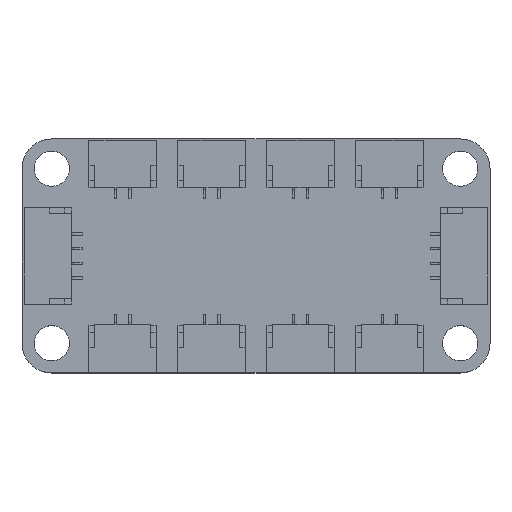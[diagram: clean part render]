
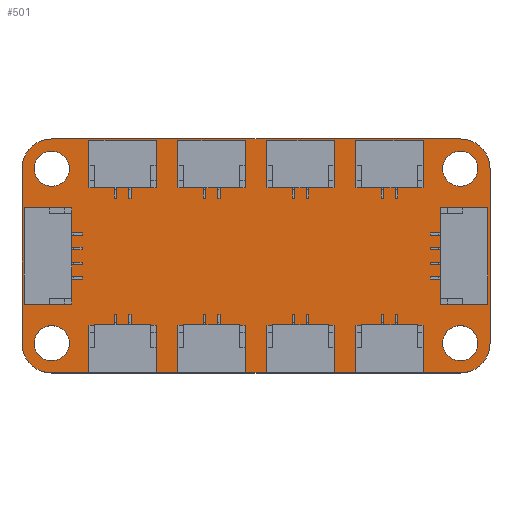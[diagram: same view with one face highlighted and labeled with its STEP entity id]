
A CAD part, top view. The second image highlights one B-rep face of the part: STEP entity #501.
In plain terms, the highlighted planar face has unit normal (0, 0, 1).
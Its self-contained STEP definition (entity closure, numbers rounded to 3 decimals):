
#92 = VERTEX_POINT('',#93);
#93 = CARTESIAN_POINT('',(25.4,27.94,1.691));
#99 = EDGE_CURVE('',#92,#100,#102,.T.);
#100 = VERTEX_POINT('',#101);
#101 = CARTESIAN_POINT('',(25.4,42.86,1.691));
#102 = LINE('',#103,#104);
#103 = CARTESIAN_POINT('',(25.4,27.94,1.691));
#104 = VECTOR('',#105,1.);
#105 = DIRECTION('',(0.,1.,0.));
#130 = EDGE_CURVE('',#100,#131,#133,.T.);
#131 = VERTEX_POINT('',#132);
#132 = CARTESIAN_POINT('',(27.94,45.4,1.691));
#133 = CIRCLE('',#134,2.54);
#134 = AXIS2_PLACEMENT_3D('',#135,#136,#137);
#135 = CARTESIAN_POINT('',(27.94,42.86,1.691));
#136 = DIRECTION('',(0.,0.,-1.));
#137 = DIRECTION('',(-1.,0.,0.));
#163 = EDGE_CURVE('',#131,#164,#166,.T.);
#164 = VERTEX_POINT('',#165);
#165 = CARTESIAN_POINT('',(62.86,45.4,1.691));
#166 = LINE('',#167,#168);
#167 = CARTESIAN_POINT('',(27.94,45.4,1.691));
#168 = VECTOR('',#169,1.);
#169 = DIRECTION('',(1.,0.,0.));
#194 = EDGE_CURVE('',#164,#195,#197,.T.);
#195 = VERTEX_POINT('',#196);
#196 = CARTESIAN_POINT('',(65.4,42.86,1.691));
#197 = CIRCLE('',#198,2.54);
#198 = AXIS2_PLACEMENT_3D('',#199,#200,#201);
#199 = CARTESIAN_POINT('',(62.86,42.86,1.691));
#200 = DIRECTION('',(0.,0.,-1.));
#201 = DIRECTION('',(0.,1.,0.));
#227 = EDGE_CURVE('',#195,#228,#230,.T.);
#228 = VERTEX_POINT('',#229);
#229 = CARTESIAN_POINT('',(65.4,27.94,1.691));
#230 = LINE('',#231,#232);
#231 = CARTESIAN_POINT('',(65.4,42.86,1.691));
#232 = VECTOR('',#233,1.);
#233 = DIRECTION('',(0.,-1.,0.));
#258 = EDGE_CURVE('',#228,#259,#261,.T.);
#259 = VERTEX_POINT('',#260);
#260 = CARTESIAN_POINT('',(62.86,25.4,1.691));
#261 = CIRCLE('',#262,2.54);
#262 = AXIS2_PLACEMENT_3D('',#263,#264,#265);
#263 = CARTESIAN_POINT('',(62.86,27.94,1.691));
#264 = DIRECTION('',(0.,0.,-1.));
#265 = DIRECTION('',(1.,0.,0.));
#291 = EDGE_CURVE('',#259,#292,#294,.T.);
#292 = VERTEX_POINT('',#293);
#293 = CARTESIAN_POINT('',(27.94,25.4,1.691));
#294 = LINE('',#295,#296);
#295 = CARTESIAN_POINT('',(62.86,25.4,1.691));
#296 = VECTOR('',#297,1.);
#297 = DIRECTION('',(-1.,0.,0.));
#322 = EDGE_CURVE('',#292,#92,#323,.T.);
#323 = CIRCLE('',#324,2.54);
#324 = AXIS2_PLACEMENT_3D('',#325,#326,#327);
#325 = CARTESIAN_POINT('',(27.94,27.94,1.691));
#326 = DIRECTION('',(0.,0.,-1.));
#327 = DIRECTION('',(0.,-1.,0.));
#348 = VERTEX_POINT('',#349);
#349 = CARTESIAN_POINT('',(29.44,27.94,1.691));
#355 = EDGE_CURVE('',#348,#348,#356,.T.);
#356 = CIRCLE('',#357,1.5);
#357 = AXIS2_PLACEMENT_3D('',#358,#359,#360);
#358 = CARTESIAN_POINT('',(27.94,27.94,1.691));
#359 = DIRECTION('',(0.,0.,1.));
#360 = DIRECTION('',(1.,0.,0.));
#381 = VERTEX_POINT('',#382);
#382 = CARTESIAN_POINT('',(29.44,42.86,1.691));
#388 = EDGE_CURVE('',#381,#381,#389,.T.);
#389 = CIRCLE('',#390,1.5);
#390 = AXIS2_PLACEMENT_3D('',#391,#392,#393);
#391 = CARTESIAN_POINT('',(27.94,42.86,1.691));
#392 = DIRECTION('',(0.,0.,1.));
#393 = DIRECTION('',(1.,0.,0.));
#414 = VERTEX_POINT('',#415);
#415 = CARTESIAN_POINT('',(64.36,27.94,1.691));
#421 = EDGE_CURVE('',#414,#414,#422,.T.);
#422 = CIRCLE('',#423,1.5);
#423 = AXIS2_PLACEMENT_3D('',#424,#425,#426);
#424 = CARTESIAN_POINT('',(62.86,27.94,1.691));
#425 = DIRECTION('',(0.,0.,1.));
#426 = DIRECTION('',(1.,0.,0.));
#447 = VERTEX_POINT('',#448);
#448 = CARTESIAN_POINT('',(64.36,42.86,1.691));
#454 = EDGE_CURVE('',#447,#447,#455,.T.);
#455 = CIRCLE('',#456,1.5);
#456 = AXIS2_PLACEMENT_3D('',#457,#458,#459);
#457 = CARTESIAN_POINT('',(62.86,42.86,1.691));
#458 = DIRECTION('',(0.,0.,1.));
#459 = DIRECTION('',(1.,0.,0.));
#501 = ADVANCED_FACE('',(#502,#512,#515,#518,#521),#524,.T.);
#502 = FACE_BOUND('',#503,.F.);
#503 = EDGE_LOOP('',(#504,#505,#506,#507,#508,#509,#510,#511));
#504 = ORIENTED_EDGE('',*,*,#99,.T.);
#505 = ORIENTED_EDGE('',*,*,#130,.T.);
#506 = ORIENTED_EDGE('',*,*,#163,.T.);
#507 = ORIENTED_EDGE('',*,*,#194,.T.);
#508 = ORIENTED_EDGE('',*,*,#227,.T.);
#509 = ORIENTED_EDGE('',*,*,#258,.T.);
#510 = ORIENTED_EDGE('',*,*,#291,.T.);
#511 = ORIENTED_EDGE('',*,*,#322,.T.);
#512 = FACE_BOUND('',#513,.T.);
#513 = EDGE_LOOP('',(#514));
#514 = ORIENTED_EDGE('',*,*,#355,.F.);
#515 = FACE_BOUND('',#516,.T.);
#516 = EDGE_LOOP('',(#517));
#517 = ORIENTED_EDGE('',*,*,#388,.F.);
#518 = FACE_BOUND('',#519,.T.);
#519 = EDGE_LOOP('',(#520));
#520 = ORIENTED_EDGE('',*,*,#421,.F.);
#521 = FACE_BOUND('',#522,.T.);
#522 = EDGE_LOOP('',(#523));
#523 = ORIENTED_EDGE('',*,*,#454,.F.);
#524 = PLANE('',#525);
#525 = AXIS2_PLACEMENT_3D('',#526,#527,#528);
#526 = CARTESIAN_POINT('',(25.4,27.94,1.691));
#527 = DIRECTION('',(0.,0.,1.));
#528 = DIRECTION('',(1.,0.,0.));
